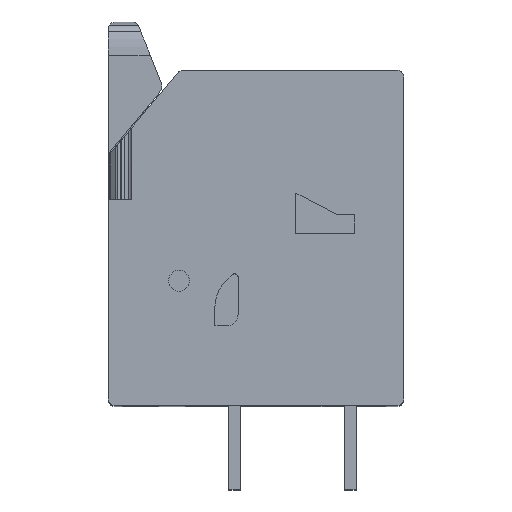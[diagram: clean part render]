
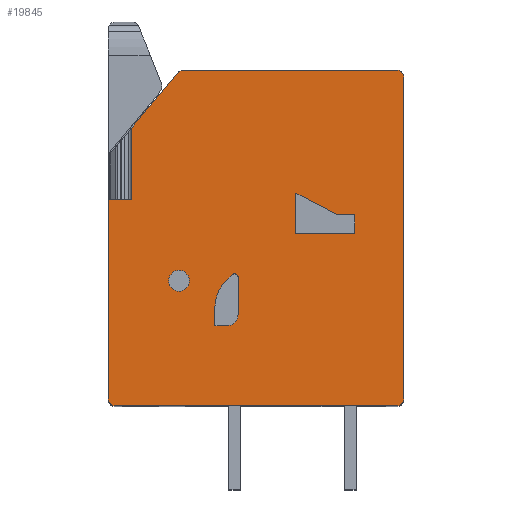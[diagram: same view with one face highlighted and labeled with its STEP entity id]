
A CAD part, top view. The second image highlights one B-rep face of the part: STEP entity #19845.
In plain terms, the highlighted planar face has unit normal (0, 0, 1).
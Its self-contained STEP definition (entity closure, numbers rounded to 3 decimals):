
#476=LINE('',#26378,#2028);
#477=LINE('',#26381,#2029);
#478=LINE('',#26383,#2030);
#479=LINE('',#26385,#2031);
#480=LINE('',#26387,#2032);
#481=LINE('',#26389,#2033);
#482=LINE('',#26391,#2034);
#483=LINE('',#26395,#2035);
#484=LINE('',#26399,#2036);
#485=LINE('',#26403,#2037);
#486=LINE('',#26407,#2038);
#487=LINE('',#26408,#2039);
#488=LINE('',#26411,#2040);
#489=LINE('',#26413,#2041);
#490=LINE('',#26415,#2042);
#491=LINE('',#26417,#2043);
#492=LINE('',#26418,#2044);
#493=LINE('',#26423,#2045);
#494=LINE('',#26427,#2046);
#495=LINE('',#26431,#2047);
#2028=VECTOR('',#22038,1000.);
#2029=VECTOR('',#22039,1000.);
#2030=VECTOR('',#22040,1000.);
#2031=VECTOR('',#22041,1000.);
#2032=VECTOR('',#22042,1000.);
#2033=VECTOR('',#22043,1000.);
#2034=VECTOR('',#22044,1000.);
#2035=VECTOR('',#22047,1000.);
#2036=VECTOR('',#22050,1000.);
#2037=VECTOR('',#22053,1000.);
#2038=VECTOR('',#22056,1000.);
#2039=VECTOR('',#22057,1000.);
#2040=VECTOR('',#22058,1000.);
#2041=VECTOR('',#22059,1000.);
#2042=VECTOR('',#22060,1000.);
#2043=VECTOR('',#22061,1000.);
#2044=VECTOR('',#22062,1000.);
#2045=VECTOR('',#22065,1000.);
#2046=VECTOR('',#22068,1000.);
#2047=VECTOR('',#22071,1000.);
#3580=ORIENTED_EDGE('',*,*,#7994,.F.);
#3581=ORIENTED_EDGE('',*,*,#7995,.F.);
#3582=ORIENTED_EDGE('',*,*,#7996,.T.);
#3583=ORIENTED_EDGE('',*,*,#7997,.T.);
#3584=ORIENTED_EDGE('',*,*,#7998,.T.);
#3585=ORIENTED_EDGE('',*,*,#7999,.F.);
#3586=ORIENTED_EDGE('',*,*,#8000,.T.);
#3587=ORIENTED_EDGE('',*,*,#8001,.T.);
#3588=ORIENTED_EDGE('',*,*,#8002,.T.);
#3589=ORIENTED_EDGE('',*,*,#8003,.T.);
#3590=ORIENTED_EDGE('',*,*,#8004,.T.);
#3591=ORIENTED_EDGE('',*,*,#8005,.T.);
#3592=ORIENTED_EDGE('',*,*,#8006,.T.);
#3593=ORIENTED_EDGE('',*,*,#8007,.T.);
#3594=ORIENTED_EDGE('',*,*,#8008,.T.);
#3595=ORIENTED_EDGE('',*,*,#8009,.T.);
#3596=ORIENTED_EDGE('',*,*,#8010,.F.);
#3597=ORIENTED_EDGE('',*,*,#8011,.F.);
#3598=ORIENTED_EDGE('',*,*,#8012,.F.);
#3599=ORIENTED_EDGE('',*,*,#8013,.F.);
#3600=ORIENTED_EDGE('',*,*,#8014,.F.);
#3601=ORIENTED_EDGE('',*,*,#8015,.F.);
#3602=ORIENTED_EDGE('',*,*,#8016,.F.);
#3603=ORIENTED_EDGE('',*,*,#8017,.F.);
#3604=ORIENTED_EDGE('',*,*,#8018,.F.);
#3605=ORIENTED_EDGE('',*,*,#8019,.F.);
#3606=ORIENTED_EDGE('',*,*,#8020,.F.);
#3607=ORIENTED_EDGE('',*,*,#8021,.F.);
#7994=EDGE_CURVE('',#10201,#10201,#11669,.T.);
#7995=EDGE_CURVE('',#10202,#10203,#476,.T.);
#7996=EDGE_CURVE('',#10202,#10204,#477,.T.);
#7997=EDGE_CURVE('',#10204,#10205,#478,.T.);
#7998=EDGE_CURVE('',#10205,#10206,#479,.T.);
#7999=EDGE_CURVE('',#10207,#10206,#480,.T.);
#8000=EDGE_CURVE('',#10207,#10208,#481,.T.);
#8001=EDGE_CURVE('',#10208,#10209,#482,.T.);
#8002=EDGE_CURVE('',#10209,#10210,#11670,.T.);
#8003=EDGE_CURVE('',#10210,#10211,#483,.T.);
#8004=EDGE_CURVE('',#10211,#10212,#11671,.T.);
#8005=EDGE_CURVE('',#10212,#10213,#484,.T.);
#8006=EDGE_CURVE('',#10213,#10214,#11672,.T.);
#8007=EDGE_CURVE('',#10214,#10215,#485,.T.);
#8008=EDGE_CURVE('',#10215,#10216,#11673,.T.);
#8009=EDGE_CURVE('',#10216,#10203,#486,.T.);
#8010=EDGE_CURVE('',#10217,#10218,#487,.T.);
#8011=EDGE_CURVE('',#10219,#10217,#488,.T.);
#8012=EDGE_CURVE('',#10220,#10219,#489,.T.);
#8013=EDGE_CURVE('',#10221,#10220,#490,.T.);
#8014=EDGE_CURVE('',#10218,#10221,#491,.T.);
#8015=EDGE_CURVE('',#10222,#10223,#492,.T.);
#8016=EDGE_CURVE('',#10224,#10222,#11674,.T.);
#8017=EDGE_CURVE('',#10225,#10224,#493,.T.);
#8018=EDGE_CURVE('',#10226,#10225,#11675,.T.);
#8019=EDGE_CURVE('',#10227,#10226,#494,.T.);
#8020=EDGE_CURVE('',#10228,#10227,#11676,.T.);
#8021=EDGE_CURVE('',#10223,#10228,#495,.T.);
#10201=VERTEX_POINT('',#26377);
#10202=VERTEX_POINT('',#26379);
#10203=VERTEX_POINT('',#26380);
#10204=VERTEX_POINT('',#26382);
#10205=VERTEX_POINT('',#26384);
#10206=VERTEX_POINT('',#26386);
#10207=VERTEX_POINT('',#26388);
#10208=VERTEX_POINT('',#26390);
#10209=VERTEX_POINT('',#26392);
#10210=VERTEX_POINT('',#26394);
#10211=VERTEX_POINT('',#26396);
#10212=VERTEX_POINT('',#26398);
#10213=VERTEX_POINT('',#26400);
#10214=VERTEX_POINT('',#26402);
#10215=VERTEX_POINT('',#26404);
#10216=VERTEX_POINT('',#26406);
#10217=VERTEX_POINT('',#26409);
#10218=VERTEX_POINT('',#26410);
#10219=VERTEX_POINT('',#26412);
#10220=VERTEX_POINT('',#26414);
#10221=VERTEX_POINT('',#26416);
#10222=VERTEX_POINT('',#26419);
#10223=VERTEX_POINT('',#26420);
#10224=VERTEX_POINT('',#26422);
#10225=VERTEX_POINT('',#26424);
#10226=VERTEX_POINT('',#26426);
#10227=VERTEX_POINT('',#26428);
#10228=VERTEX_POINT('',#26430);
#11669=CIRCLE('',#20639,0.45);
#11670=CIRCLE('',#20640,0.3);
#11671=CIRCLE('',#20641,0.3);
#11672=CIRCLE('',#20642,0.3);
#11673=CIRCLE('',#20643,0.3);
#11674=CIRCLE('',#20644,1.6);
#11675=CIRCLE('',#20645,0.15);
#11676=CIRCLE('',#20646,0.5);
#12187=EDGE_LOOP('',(#3580));
#12188=EDGE_LOOP('',(#3581,#3582,#3583,#3584,#3585,#3586,#3587,#3588,#3589,
#3590,#3591,#3592,#3593,#3594,#3595));
#12189=EDGE_LOOP('',(#3596,#3597,#3598,#3599,#3600));
#12190=EDGE_LOOP('',(#3601,#3602,#3603,#3604,#3605,#3606,#3607));
#13022=FACE_BOUND('',#12187,.T.);
#13023=FACE_BOUND('',#12188,.T.);
#13024=FACE_BOUND('',#12189,.T.);
#13025=FACE_BOUND('',#12190,.T.);
#13857=PLANE('',#20638);
#19845=ADVANCED_FACE('',(#13022,#13023,#13024,#13025),#13857,.T.);
#20638=AXIS2_PLACEMENT_3D('',#26375,#22034,#22035);
#20639=AXIS2_PLACEMENT_3D('',#26376,#22036,#22037);
#20640=AXIS2_PLACEMENT_3D('',#26393,#22045,#22046);
#20641=AXIS2_PLACEMENT_3D('',#26397,#22048,#22049);
#20642=AXIS2_PLACEMENT_3D('',#26401,#22051,#22052);
#20643=AXIS2_PLACEMENT_3D('',#26405,#22054,#22055);
#20644=AXIS2_PLACEMENT_3D('',#26421,#22063,#22064);
#20645=AXIS2_PLACEMENT_3D('',#26425,#22066,#22067);
#20646=AXIS2_PLACEMENT_3D('',#26429,#22069,#22070);
#22034=DIRECTION('',(0.,0.,1.));
#22035=DIRECTION('',(1.,0.,0.));
#22036=DIRECTION('',(0.,0.,1.));
#22037=DIRECTION('',(1.,0.,0.));
#22038=DIRECTION('',(0.,1.,0.));
#22039=DIRECTION('',(-1.,0.,0.));
#22040=DIRECTION('',(0.,1.,0.));
#22041=DIRECTION('',(-0.643,-0.766,0.));
#22042=DIRECTION('',(0.,1.,0.));
#22043=DIRECTION('',(-1.,0.,0.));
#22044=DIRECTION('',(0.,-1.,0.));
#22045=DIRECTION('',(0.,0.,1.));
#22046=DIRECTION('',(1.,0.,0.));
#22047=DIRECTION('',(1.,0.,0.));
#22048=DIRECTION('',(0.,0.,1.));
#22049=DIRECTION('',(1.,0.,0.));
#22050=DIRECTION('',(0.,1.,0.));
#22051=DIRECTION('',(0.,0.,1.));
#22052=DIRECTION('',(1.,0.,0.));
#22053=DIRECTION('',(-1.,0.,0.));
#22054=DIRECTION('',(0.,0.,1.));
#22055=DIRECTION('',(1.,0.,0.));
#22056=DIRECTION('',(-0.643,-0.766,0.));
#22057=DIRECTION('',(0.,-1.,0.));
#22058=DIRECTION('',(-0.888,0.461,0.));
#22059=DIRECTION('',(-1.,0.,0.));
#22060=DIRECTION('',(0.,1.,0.));
#22061=DIRECTION('',(1.,0.,0.));
#22062=DIRECTION('',(0.,-1.,0.));
#22063=DIRECTION('',(0.,0.,1.));
#22064=DIRECTION('',(1.,0.,0.));
#22065=DIRECTION('',(-0.707,-0.707,0.));
#22066=DIRECTION('',(0.,0.,1.));
#22067=DIRECTION('',(1.,0.,0.));
#22068=DIRECTION('',(0.,1.,0.));
#22069=DIRECTION('',(0.,0.,1.));
#22070=DIRECTION('',(1.,0.,0.));
#22071=DIRECTION('',(1.,0.,0.));
#26375=CARTESIAN_POINT('',(-10.15,0.3,21.));
#26376=CARTESIAN_POINT('',(-7.4,5.4,21.));
#26377=CARTESIAN_POINT('',(-6.95,5.4,21.));
#26378=CARTESIAN_POINT('',(-9.45,0.3,21.));
#26379=CARTESIAN_POINT('',(-9.45,8.9,21.));
#26380=CARTESIAN_POINT('',(-9.45,11.997,21.));
#26381=CARTESIAN_POINT('',(-10.15,8.9,21.));
#26382=CARTESIAN_POINT('',(-10.043,8.9,21.));
#26383=CARTESIAN_POINT('',(-10.043,8.9,21.));
#26384=CARTESIAN_POINT('',(-10.043,11.291,21.));
#26385=CARTESIAN_POINT('',(-7.44,14.393,21.));
#26386=CARTESIAN_POINT('',(-10.046,11.287,21.));
#26387=CARTESIAN_POINT('',(-10.046,8.9,21.));
#26388=CARTESIAN_POINT('',(-10.046,8.9,21.));
#26389=CARTESIAN_POINT('',(-10.15,8.9,21.));
#26390=CARTESIAN_POINT('',(-10.45,8.9,21.));
#26391=CARTESIAN_POINT('',(-10.45,10.806,21.));
#26392=CARTESIAN_POINT('',(-10.45,0.3,21.));
#26393=CARTESIAN_POINT('',(-10.15,0.3,21.));
#26394=CARTESIAN_POINT('',(-10.15,0.,21.));
#26395=CARTESIAN_POINT('',(-10.15,0.,21.));
#26396=CARTESIAN_POINT('',(2.,0.,21.));
#26397=CARTESIAN_POINT('',(2.,0.3,21.));
#26398=CARTESIAN_POINT('',(2.3,0.3,21.));
#26399=CARTESIAN_POINT('',(2.3,0.3,21.));
#26400=CARTESIAN_POINT('',(2.3,14.2,21.));
#26401=CARTESIAN_POINT('',(2.,14.2,21.));
#26402=CARTESIAN_POINT('',(2.,14.5,21.));
#26403=CARTESIAN_POINT('',(2.,14.5,21.));
#26404=CARTESIAN_POINT('',(-7.21,14.5,21.));
#26405=CARTESIAN_POINT('',(-7.21,14.2,21.));
#26406=CARTESIAN_POINT('',(-7.44,14.393,21.));
#26407=CARTESIAN_POINT('',(-7.44,14.393,21.));
#26408=CARTESIAN_POINT('',(-2.35,9.184,21.));
#26409=CARTESIAN_POINT('',(-2.35,9.184,21.));
#26410=CARTESIAN_POINT('',(-2.35,7.45,21.));
#26411=CARTESIAN_POINT('',(-0.55,8.25,21.));
#26412=CARTESIAN_POINT('',(-0.55,8.25,21.));
#26413=CARTESIAN_POINT('',(0.2,8.25,21.));
#26414=CARTESIAN_POINT('',(0.2,8.25,21.));
#26415=CARTESIAN_POINT('',(0.2,7.45,21.));
#26416=CARTESIAN_POINT('',(0.2,7.45,21.));
#26417=CARTESIAN_POINT('',(-2.35,7.45,21.));
#26418=CARTESIAN_POINT('',(-5.85,4.249,21.));
#26419=CARTESIAN_POINT('',(-5.85,4.249,21.));
#26420=CARTESIAN_POINT('',(-5.85,3.45,21.));
#26421=CARTESIAN_POINT('',(-4.25,4.249,21.));
#26422=CARTESIAN_POINT('',(-5.381,5.381,21.));
#26423=CARTESIAN_POINT('',(-5.106,5.656,21.));
#26424=CARTESIAN_POINT('',(-5.106,5.656,21.));
#26425=CARTESIAN_POINT('',(-5.,5.55,21.));
#26426=CARTESIAN_POINT('',(-4.85,5.55,21.));
#26427=CARTESIAN_POINT('',(-4.85,3.95,21.));
#26428=CARTESIAN_POINT('',(-4.85,3.95,21.));
#26429=CARTESIAN_POINT('',(-5.35,3.95,21.));
#26430=CARTESIAN_POINT('',(-5.35,3.45,21.));
#26431=CARTESIAN_POINT('',(-5.85,3.45,21.));
